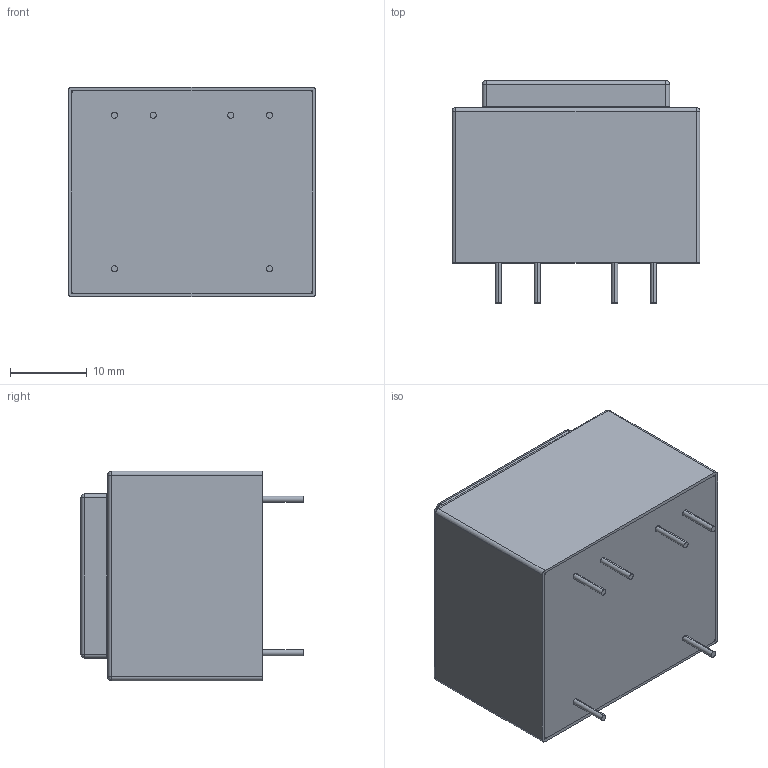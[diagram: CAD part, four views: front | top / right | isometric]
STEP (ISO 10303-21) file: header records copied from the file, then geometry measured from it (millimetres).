
FILE_DESCRIPTION (( 'STEP AP214' ), '1' );
FILE_NAME ('205967.STEP', '2020-05-28T20:04:07', ( '' ), ( '' ), 'SwSTEP 2.0', 'SolidWorks 2018', '' );
FILE_SCHEMA (( 'AUTOMOTIVE_DESIGN' ));
Length unit declared in the file: millimetre
Products named in the file (1): 205967
Bounding box: 32.3 x 28.95 x 27.3 mm (x, y, z)
Volume: 19639.5 mm3; surface area: 4501.4 mm2
Topology: 1 solids, 1 shells, 67 faces, 152 edges, 88 vertices
Faces by surface type: cylinder 32, plane 23, bspline 12
Entity records: 2080 total; most frequent: CARTESIAN_POINT 600, DIRECTION 312, ORIENTED_EDGE 288, EDGE_CURVE 144, AXIS2_PLACEMENT_3D 120, VERTEX_POINT 88, EDGE_LOOP 76, VECTOR 72
